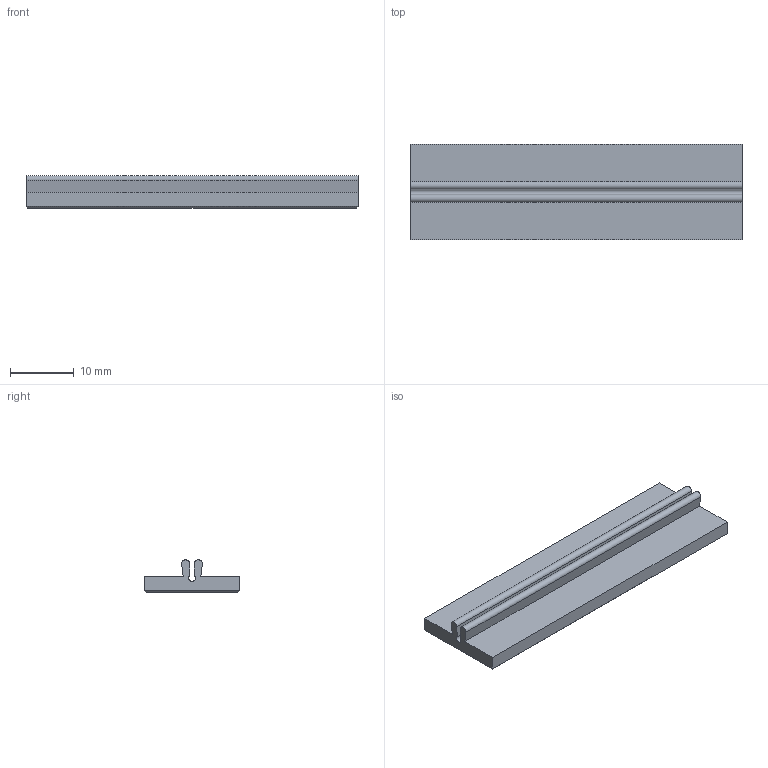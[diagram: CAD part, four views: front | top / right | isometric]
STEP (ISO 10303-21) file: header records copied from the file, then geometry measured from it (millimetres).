
FILE_DESCRIPTION(/* description */ (''),/* implementation_level */ '2;1');
FILE_NAME(/* name */ 'Serials_Plate_M0_46.step',/* time_stamp */ '2023-09-24T13:59:41+02:00',/* author */ (''),/* organization */ (''),/* preprocessor_version */ 'ST-DEVELOPER v20',/* originating_system */ 'Autodesk Translation Framework v12.14.0.127',/* authorisation */ '');
FILE_SCHEMA (('AUTOMOTIVE_DESIGN { 1 0 10303 214 3 1 1 }'));
Length unit declared in the file: millimetre
Products named in the file (4): Micron_1515_Serials_Plates; Micron; Component3; Component4
Assembly tree (3 placements, depth 2):
  Micron_1515_Serials_Plates
    Micron
    Component3
    Component4
Bounding box: 52 x 15 x 5.07 mm (x, y, z)
Volume: 2201.6 mm3; surface area: 3187.9 mm2
Topology: 7 solids, 7 shells, 294 faces, 806 edges, 536 vertices
Faces by surface type: plane 163, bspline 130, cylinder 1
Entity records: 10773 total; most frequent: CARTESIAN_POINT 4077, ORIENTED_EDGE 1612, DIRECTION 890, EDGE_CURVE 806, LINE 544, VECTOR 544, VERTEX_POINT 536, EDGE_LOOP 312
